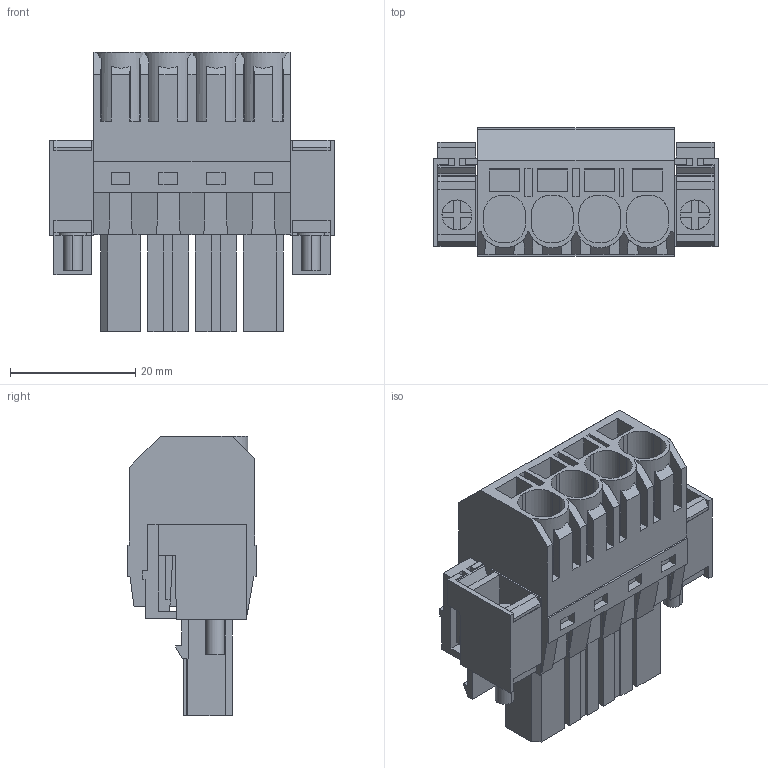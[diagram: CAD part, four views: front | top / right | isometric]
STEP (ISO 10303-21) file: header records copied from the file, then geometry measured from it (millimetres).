
FILE_DESCRIPTION(('CATIA V5 STEP Exchange','CAx-IF Rec.Pracs.--- Model Styling and Organization---1.4--- 2014-01-23'),'2;1');
FILE_NAME ('D1447936_1_1060520000_1060520000.stp','2023-09-07T12:48:52+00:00',('none'),('Weidmueller'),'CATIA Version 5-6 Release 2016 SP3 HF44','CATIA V5 STEP AP214','none');
FILE_SCHEMA(('AUTOMOTIVE_DESIGN { 1 0 10303 214 1 1 1 1 }'));
Length unit declared in the file: millimetre
Products named in the file (1): 1060520000
Bounding box: 45.72 x 20.6 x 44.7 mm (x, y, z)
Volume: 19624.8 mm3; surface area: 12628.5 mm2
Topology: 5 solids, 5 shells, 559 faces, 1598 edges, 1076 vertices
Faces by surface type: plane 523, cylinder 36
Entity records: 17465 total; most frequent: CARTESIAN_POINT 3331, ORIENTED_EDGE 3196, DIRECTION 2375, EDGE_CURVE 1598, VECTOR 1494, LINE 1494, VERTEX_POINT 1076, EDGE_LOOP 594
